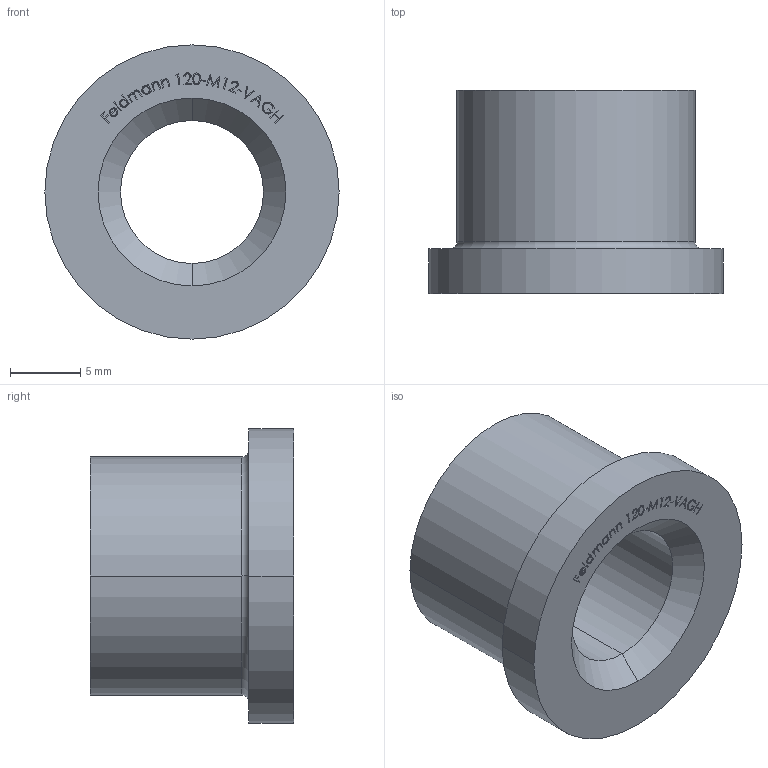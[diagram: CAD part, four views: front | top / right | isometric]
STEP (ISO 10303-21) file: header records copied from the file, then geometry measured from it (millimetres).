
FILE_DESCRIPTION (( 'STEP AP203' ), '1' );
FILE_NAME ('120-M12-VAGH.STEP', '2016-12-06T14:31:23', ( '' ), ( '' ), 'SwSTEP 2.0', 'SolidWorks 2015', '' );
FILE_SCHEMA (( 'CONFIG_CONTROL_DESIGN' ));
Length unit declared in the file: millimetre
Products named in the file (1): 120-M12-VAGH
Bounding box: 21 x 14.5 x 21 mm (x, y, z)
Volume: 2400.4 mm3; surface area: 1750.5 mm2
Topology: 1 solids, 1 shells, 251 faces, 663 edges, 440 vertices
Faces by surface type: plane 161, bspline 78, cylinder 6, cone 4, torus 2
Entity records: 12150 total; most frequent: CARTESIAN_POINT 6361, ORIENTED_EDGE 1326, DIRECTION 875, EDGE_CURVE 663, VECTOR 487, LINE 487, VERTEX_POINT 440, EDGE_LOOP 279
